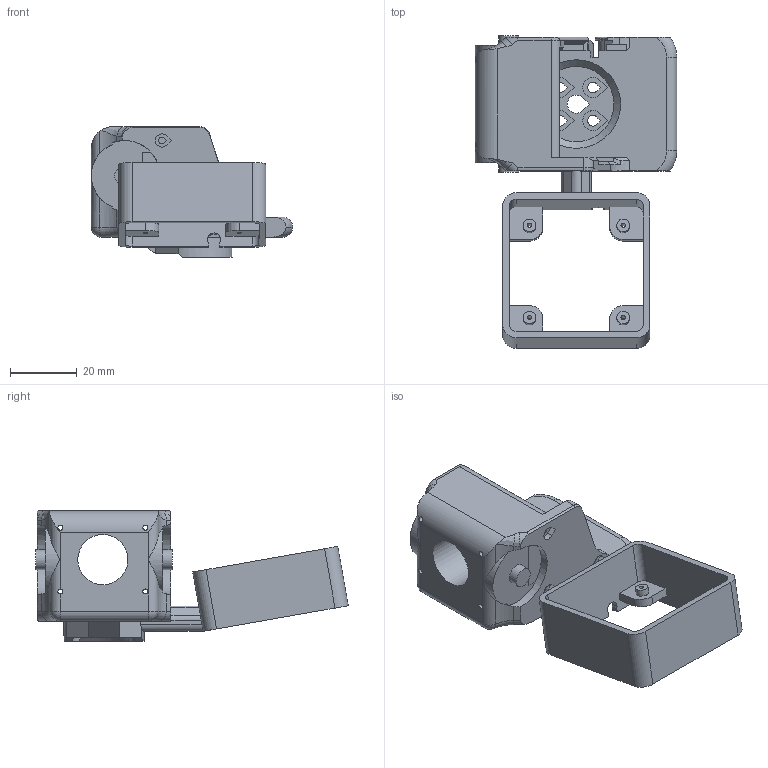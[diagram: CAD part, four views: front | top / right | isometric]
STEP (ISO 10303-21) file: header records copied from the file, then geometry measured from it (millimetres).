
FILE_DESCRIPTION(/* description */ (''),/* implementation_level */ '2;1');
FILE_NAME(/* name */ 'Fixed Jaw mod with camera.stp',/* time_stamp */ '2025-06-24T13:24:15+10:00',/* author */ (''),/* organization */ (''),/* preprocessor_version */ 'ST-DEVELOPER v18.1',/* originating_system */ 'SIEMENS PLM Software NX 2000',/* authorisation */ '');
FILE_SCHEMA (('AUTOMOTIVE_DESIGN { 1 0 10303 214 3 1 1 1 }'));
Length unit declared in the file: millimetre
Products named in the file (1): Fixed Jaw mod
Bounding box: 60.2 x 93.38 x 39 mm (x, y, z)
Volume: 36707.8 mm3; surface area: 20944.1 mm2
Topology: 1 solids, 1 shells, 276 faces, 765 edges, 500 vertices
Faces by surface type: plane 153, cylinder 98, bspline 9, torus 6, sphere 6, cone 4
Full cylindrical faces by diameter (mm): 1.3 x4, 1.5 x4, 3.8 x4, 6 x2, 15 x1
Entity records: 9204 total; most frequent: CARTESIAN_POINT 2118, ORIENTED_EDGE 1470, DIRECTION 1435, EDGE_CURVE 735, VERTEX_POINT 491, AXIS2_PLACEMENT_3D 486, LINE 463, VECTOR 463
